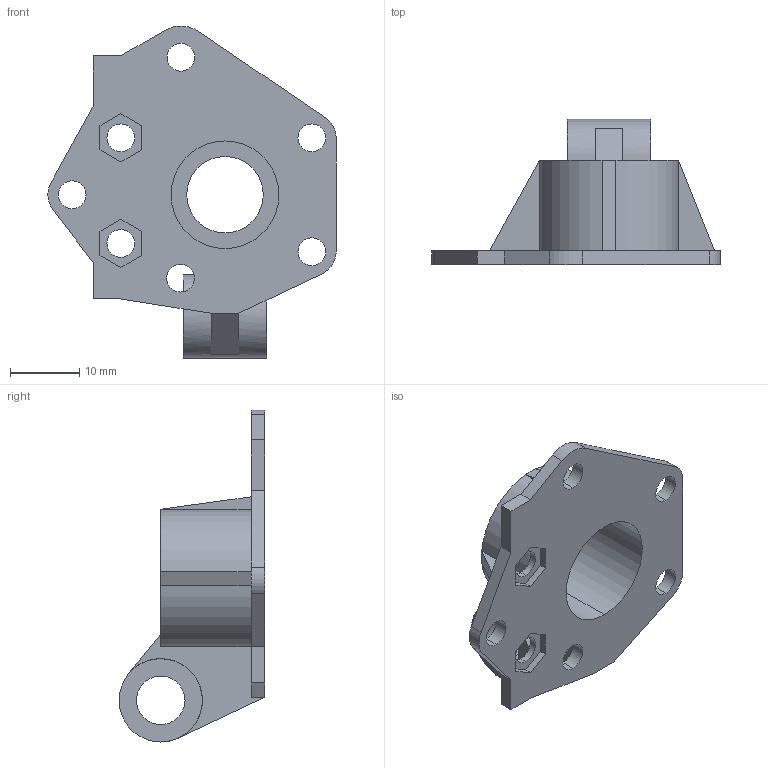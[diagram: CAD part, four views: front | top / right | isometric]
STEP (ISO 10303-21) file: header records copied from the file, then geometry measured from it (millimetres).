
FILE_DESCRIPTION (( 'STEP AP203' ), '1' );
FILE_NAME ('Bearing Mount Left Top.STEP', '2013-08-02T09:28:48', ( '' ), ( '' ), 'SwSTEP 2.0', 'SolidWorks 2011', '' );
FILE_SCHEMA (( 'CONFIG_CONTROL_DESIGN' ));
Length unit declared in the file: millimetre
Products named in the file (1): Bearing Mount Left Top
Bounding box: 41.5 x 21 x 47.79 mm (x, y, z)
Volume: 5169.2 mm3; surface area: 5383.9 mm2
Topology: 1 solids, 1 shells, 114 faces, 307 edges, 204 vertices
Faces by surface type: plane 68, cylinder 46
Entity records: 3704 total; most frequent: DIRECTION 633, CARTESIAN_POINT 626, ORIENTED_EDGE 614, EDGE_CURVE 307, VECTOR 211, AXIS2_PLACEMENT_3D 211, LINE 211, VERTEX_POINT 204
